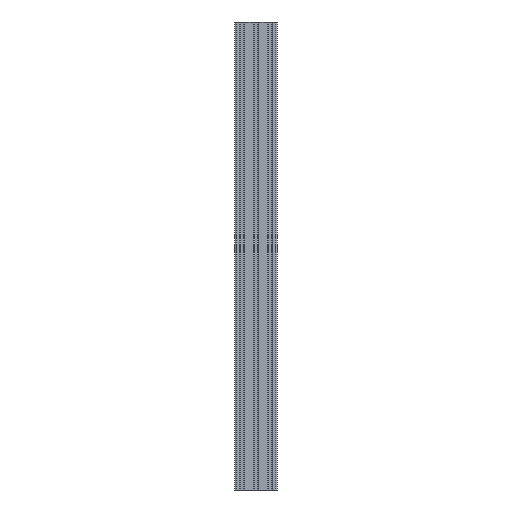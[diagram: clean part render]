
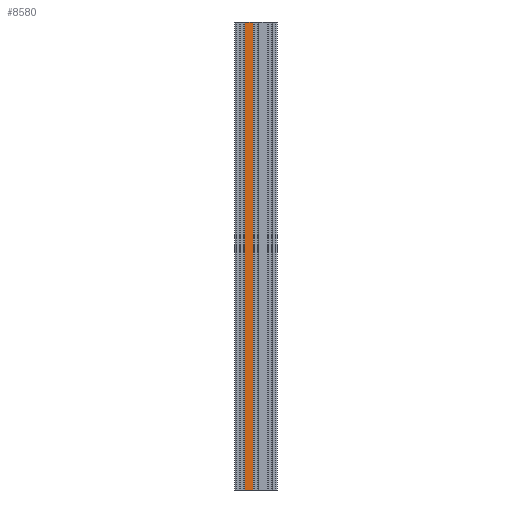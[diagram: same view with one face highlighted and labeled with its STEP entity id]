
A CAD part, left-side view. The second image highlights one B-rep face of the part: STEP entity #8580.
In plain terms, the highlighted planar face has unit normal (-1, 0, 0).
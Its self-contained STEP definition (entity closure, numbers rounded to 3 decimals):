
#51 = LINE ( 'NONE', #7436, #8352 ) ;
#152 = LINE ( 'NONE', #3787, #9343 ) ;
#330 = VERTEX_POINT ( 'NONE', #4833 ) ;
#334 = PLANE ( 'NONE',  #10019 ) ;
#394 = CARTESIAN_POINT ( 'NONE',  ( -30., 0., 1000. ) ) ;
#1224 = LINE ( 'NONE', #8428, #3579 ) ;
#1466 = LINE ( 'NONE', #3083, #9869 ) ;
#2065 = DIRECTION ( 'NONE',  ( 0., -1., 0. ) ) ;
#2617 = EDGE_CURVE ( 'NONE', #6283, #9625, #152, .T. ) ;
#2689 = ORIENTED_EDGE ( 'NONE', *, *, #7409, .T. ) ;
#2892 = DIRECTION ( 'NONE',  ( 0., 1., 0. ) ) ;
#3083 = CARTESIAN_POINT ( 'NONE',  ( -30., 0., 0. ) ) ;
#3579 = VECTOR ( 'NONE', #11107, 1000. ) ;
#3787 = CARTESIAN_POINT ( 'NONE',  ( -30., 0., 1000. ) ) ;
#3936 = EDGE_CURVE ( 'NONE', #6283, #7375, #51, .T. ) ;
#4035 = DIRECTION ( 'NONE',  ( -1., 0., 0. ) ) ;
#4076 = EDGE_CURVE ( 'NONE', #7375, #330, #1466, .T. ) ;
#4251 = ORIENTED_EDGE ( 'NONE', *, *, #4076, .F. ) ;
#4833 = CARTESIAN_POINT ( 'NONE',  ( -30., 24.5, 0. ) ) ;
#4923 = CARTESIAN_POINT ( 'NONE',  ( -30., 5.5, 0. ) ) ;
#5108 = DIRECTION ( 'NONE',  ( 0., 1., 0. ) ) ;
#5643 = DIRECTION ( 'NONE',  ( 0., 0., -1. ) ) ;
#6008 = EDGE_LOOP ( 'NONE', ( #4251, #11592, #8337, #2689 ) ) ;
#6283 = VERTEX_POINT ( 'NONE', #8775 ) ;
#7375 = VERTEX_POINT ( 'NONE', #4923 ) ;
#7409 = EDGE_CURVE ( 'NONE', #9625, #330, #1224, .T. ) ;
#7436 = CARTESIAN_POINT ( 'NONE',  ( -30., 5.5, 1000. ) ) ;
#8217 = CARTESIAN_POINT ( 'NONE',  ( -30., 24.5, 1000. ) ) ;
#8337 = ORIENTED_EDGE ( 'NONE', *, *, #2617, .T. ) ;
#8352 = VECTOR ( 'NONE', #5643, 1000. ) ;
#8428 = CARTESIAN_POINT ( 'NONE',  ( -30., 24.5, 1000. ) ) ;
#8551 = FACE_OUTER_BOUND ( 'NONE', #6008, .T. ) ;
#8580 = ADVANCED_FACE ( 'NONE', ( #8551 ), #334, .T. ) ;
#8775 = CARTESIAN_POINT ( 'NONE',  ( -30., 5.5, 1000. ) ) ;
#9343 = VECTOR ( 'NONE', #2892, 1000. ) ;
#9625 = VERTEX_POINT ( 'NONE', #8217 ) ;
#9869 = VECTOR ( 'NONE', #5108, 1000. ) ;
#10019 = AXIS2_PLACEMENT_3D ( 'NONE', #394, #4035, #2065 ) ;
#11107 = DIRECTION ( 'NONE',  ( 0., 0., -1. ) ) ;
#11592 = ORIENTED_EDGE ( 'NONE', *, *, #3936, .F. ) ;
